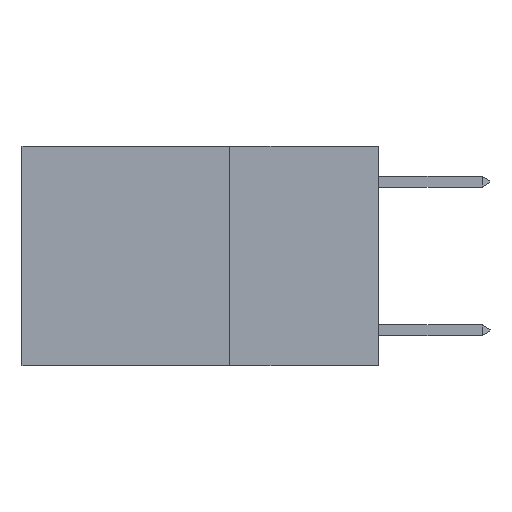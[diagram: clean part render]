
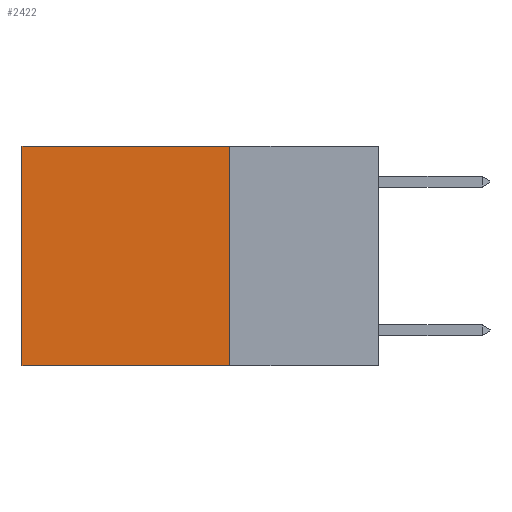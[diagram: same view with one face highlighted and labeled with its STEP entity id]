
A CAD part, left-side view. The second image highlights one B-rep face of the part: STEP entity #2422.
In plain terms, the highlighted planar face has unit normal (-1, 0, 0).
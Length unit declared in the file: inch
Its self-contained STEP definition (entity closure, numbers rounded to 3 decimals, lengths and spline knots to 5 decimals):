
#249 = EDGE_CURVE ( 'NONE', #8835, #8731, #11192, .T. ) ;
#270 = ORIENTED_EDGE ( 'NONE', *, *, #9472, .T. ) ;
#688 = DIRECTION ( 'NONE',  ( 0., 0., -1. ) ) ;
#717 = LINE ( 'NONE', #3315, #1583 ) ;
#1583 = VECTOR ( 'NONE', #3470, 39.37008 ) ;
#2422 = ADVANCED_FACE ( 'NONE', ( #10078 ), #2843, .F. ) ;
#2503 = LINE ( 'NONE', #11973, #3385 ) ;
#2843 = PLANE ( 'NONE',  #11114 ) ;
#3075 = VECTOR ( 'NONE', #688, 39.37008 ) ;
#3315 = CARTESIAN_POINT ( 'NONE',  ( 0.2625, 0.25, -0.37 ) ) ;
#3366 = VECTOR ( 'NONE', #10445, 39.37008 ) ;
#3385 = VECTOR ( 'NONE', #7305, 39.37008 ) ;
#3396 = CARTESIAN_POINT ( 'NONE',  ( 0.2625, 0.25, 0. ) ) ;
#3470 = DIRECTION ( 'NONE',  ( 0., 1., 0. ) ) ;
#3750 = DIRECTION ( 'NONE',  ( 0., 0., -1. ) ) ;
#3760 = CARTESIAN_POINT ( 'NONE',  ( 0.2625, 0.25, 0. ) ) ;
#4118 = ORIENTED_EDGE ( 'NONE', *, *, #4283, .F. ) ;
#4283 = EDGE_CURVE ( 'NONE', #8731, #4845, #717, .T. ) ;
#4412 = VERTEX_POINT ( 'NONE', #11143 ) ;
#4845 = VERTEX_POINT ( 'NONE', #11087 ) ;
#5973 = LINE ( 'NONE', #9545, #3366 ) ;
#6645 = CARTESIAN_POINT ( 'NONE',  ( 0.2625, 0.25, -0.37 ) ) ;
#7305 = DIRECTION ( 'NONE',  ( 0., 0., -1. ) ) ;
#8428 = EDGE_LOOP ( 'NONE', ( #270, #4118, #11239, #8451 ) ) ;
#8451 = ORIENTED_EDGE ( 'NONE', *, *, #11470, .T. ) ;
#8731 = VERTEX_POINT ( 'NONE', #6645 ) ;
#8835 = VERTEX_POINT ( 'NONE', #3760 ) ;
#9472 = EDGE_CURVE ( 'NONE', #4412, #4845, #2503, .T. ) ;
#9545 = CARTESIAN_POINT ( 'NONE',  ( 0.2625, 0.25, 0. ) ) ;
#10078 = FACE_OUTER_BOUND ( 'NONE', #8428, .T. ) ;
#10445 = DIRECTION ( 'NONE',  ( 0., 1., 0. ) ) ;
#11087 = CARTESIAN_POINT ( 'NONE',  ( 0.2625, 0.6, -0.37 ) ) ;
#11114 = AXIS2_PLACEMENT_3D ( 'NONE', #11275, #11187, #3750 ) ;
#11143 = CARTESIAN_POINT ( 'NONE',  ( 0.2625, 0.6, 0. ) ) ;
#11187 = DIRECTION ( 'NONE',  ( 1., 0., 0. ) ) ;
#11192 = LINE ( 'NONE', #3396, #3075 ) ;
#11239 = ORIENTED_EDGE ( 'NONE', *, *, #249, .F. ) ;
#11275 = CARTESIAN_POINT ( 'NONE',  ( 0.2625, 0.25, 0. ) ) ;
#11470 = EDGE_CURVE ( 'NONE', #8835, #4412, #5973, .T. ) ;
#11973 = CARTESIAN_POINT ( 'NONE',  ( 0.2625, 0.6, 0. ) ) ;
